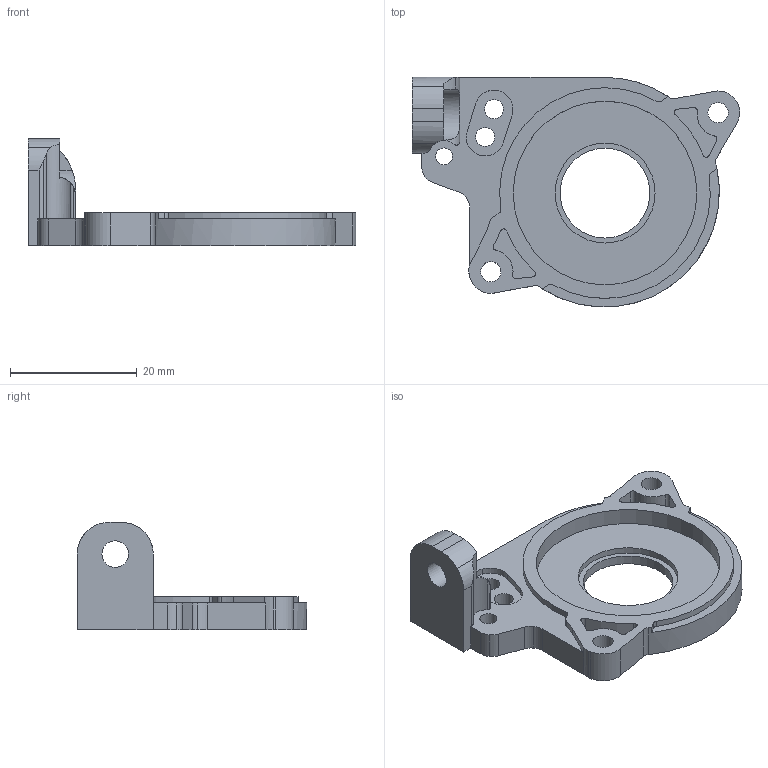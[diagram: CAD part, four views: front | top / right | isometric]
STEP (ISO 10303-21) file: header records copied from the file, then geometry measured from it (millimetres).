
FILE_DESCRIPTION(('HOOPS Exchange Step'),'2;1');
FILE_NAME('temp_export','2024-12-21T17:11:04+08:00',('27699'),('Shapr3D Limited'),'HOOPS Exchange 2024.6','Shapr3D','Authorized');
FILE_SCHEMA( ('AP242_MANAGED_MODEL_BASED_3D_ENGINEERING_MIM_LF {1 0 10303 442 1 1 4 }') );
Length unit declared in the file: millimetre
Products named in the file (1): Orbiter2.0挤出机 Positron专用打印件（2）
Bounding box: 51.76 x 36.26 x 16.93 mm (x, y, z)
Volume: 5346.4 mm3; surface area: 4491.3 mm2
Topology: 1 solids, 1 shells, 94 faces, 265 edges, 178 vertices
Faces by surface type: cylinder 60, plane 34
Full cylindrical faces by diameter (mm): 2.7 x1, 3 x2, 3.2 x2, 4.2 x1, 14.2 x1, 15.8 x1, 29.035 x1
Entity records: 3335 total; most frequent: CARTESIAN_POINT 731, DIRECTION 566, ORIENTED_EDGE 530, EDGE_CURVE 265, AXIS2_PLACEMENT_3D 216, VERTEX_POINT 178, VECTOR 134, LINE 134
